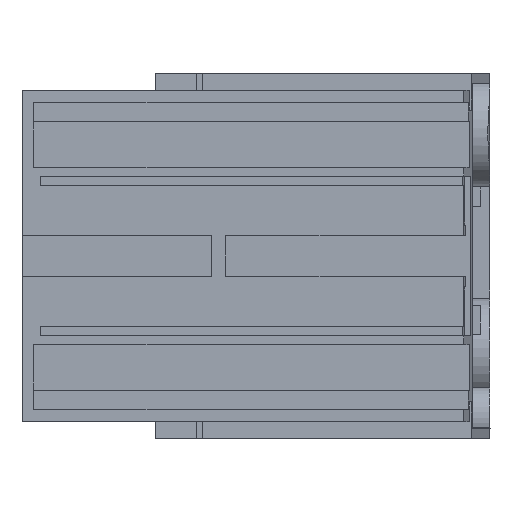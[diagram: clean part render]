
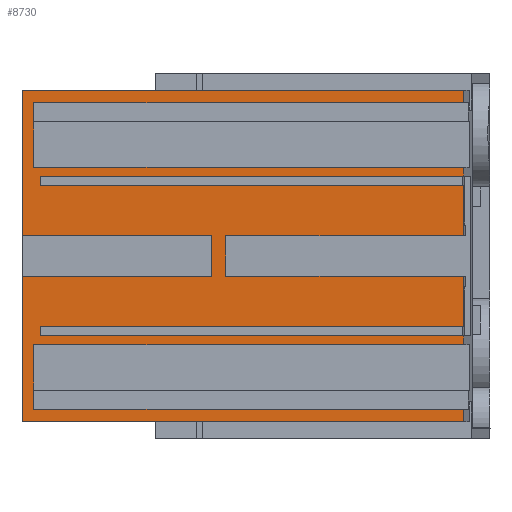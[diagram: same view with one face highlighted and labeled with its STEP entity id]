
A CAD part, left-side view. The second image highlights one B-rep face of the part: STEP entity #8730.
In plain terms, the highlighted planar face has unit normal (-1, 0, 0).
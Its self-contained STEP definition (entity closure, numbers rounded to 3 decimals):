
#2=DIRECTION('',(0.,0.,1.));
#3=VECTOR('',#2,1.55);
#4=CARTESIAN_POINT('',(0.5,3.25,41.2));
#5=LINE('',#4,#3);
#6=DIRECTION('',(0.,1.,0.));
#7=VECTOR('',#6,52.75);
#8=CARTESIAN_POINT('',(0.5,3.25,41.2));
#9=LINE('',#8,#7);
#10=DIRECTION('',(0.,0.,1.));
#11=VECTOR('',#10,7.9);
#12=CARTESIAN_POINT('',(0.5,56.,33.3));
#13=LINE('',#12,#11);
#14=DIRECTION('',(0.,1.,0.));
#15=VECTOR('',#14,52.75);
#16=CARTESIAN_POINT('',(0.5,3.25,33.3));
#17=LINE('',#16,#15);
#18=DIRECTION('',(0.,0.,1.));
#19=VECTOR('',#18,1.1);
#20=CARTESIAN_POINT('',(0.5,3.25,32.2));
#21=LINE('',#20,#19);
#22=DIRECTION('',(0.,1.,0.));
#23=VECTOR('',#22,51.95);
#24=CARTESIAN_POINT('',(0.5,3.25,32.2));
#25=LINE('',#24,#23);
#26=DIRECTION('',(0.,0.,-1.));
#27=VECTOR('',#26,1.15);
#28=CARTESIAN_POINT('',(0.5,55.2,32.2));
#29=LINE('',#28,#27);
#30=DIRECTION('',(0.,-1.,0.));
#31=VECTOR('',#30,51.95);
#32=CARTESIAN_POINT('',(0.5,55.2,31.05));
#33=LINE('',#32,#31);
#34=DIRECTION('',(0.,0.,1.));
#35=VECTOR('',#34,6.15);
#36=CARTESIAN_POINT('',(0.5,3.25,24.9));
#37=LINE('',#36,#35);
#38=DIRECTION('',(0.,1.,0.));
#39=VECTOR('',#38,29.2);
#40=CARTESIAN_POINT('',(0.5,3.25,24.9));
#41=LINE('',#40,#39);
#42=DIRECTION('',(0.,0.,1.));
#43=VECTOR('',#42,5.);
#44=CARTESIAN_POINT('',(0.5,32.45,19.9));
#45=LINE('',#44,#43);
#46=DIRECTION('',(0.,1.,0.));
#47=VECTOR('',#46,29.2);
#48=CARTESIAN_POINT('',(0.5,3.25,19.9));
#49=LINE('',#48,#47);
#50=DIRECTION('',(0.,0.,1.));
#51=VECTOR('',#50,6.15);
#52=CARTESIAN_POINT('',(0.5,3.25,13.75));
#53=LINE('',#52,#51);
#54=DIRECTION('',(0.,1.,0.));
#55=VECTOR('',#54,51.95);
#56=CARTESIAN_POINT('',(0.5,3.25,13.75));
#57=LINE('',#56,#55);
#58=DIRECTION('',(0.,0.,-1.));
#59=VECTOR('',#58,1.15);
#60=CARTESIAN_POINT('',(0.5,55.2,13.75));
#61=LINE('',#60,#59);
#62=DIRECTION('',(0.,-1.,0.));
#63=VECTOR('',#62,51.95);
#64=CARTESIAN_POINT('',(0.5,55.2,12.6));
#65=LINE('',#64,#63);
#66=DIRECTION('',(0.,0.,1.));
#67=VECTOR('',#66,1.1);
#68=CARTESIAN_POINT('',(0.5,3.25,11.5));
#69=LINE('',#68,#67);
#70=DIRECTION('',(0.,1.,0.));
#71=VECTOR('',#70,52.75);
#72=CARTESIAN_POINT('',(0.5,3.25,11.5));
#73=LINE('',#72,#71);
#74=DIRECTION('',(0.,0.,1.));
#75=VECTOR('',#74,7.9);
#76=CARTESIAN_POINT('',(0.5,56.,3.6));
#77=LINE('',#76,#75);
#78=DIRECTION('',(0.,1.,0.));
#79=VECTOR('',#78,52.75);
#80=CARTESIAN_POINT('',(0.5,3.25,3.6));
#81=LINE('',#80,#79);
#82=DIRECTION('',(0.,0.,1.));
#83=VECTOR('',#82,1.55);
#84=CARTESIAN_POINT('',(0.5,3.25,2.05));
#85=LINE('',#84,#83);
#86=DIRECTION('',(0.,0.,1.));
#87=VECTOR('',#86,17.85);
#88=CARTESIAN_POINT('',(0.5,57.45,2.05));
#89=LINE('',#88,#87);
#90=DIRECTION('',(0.,-1.,0.));
#91=VECTOR('',#90,23.29);
#92=CARTESIAN_POINT('',(0.5,57.45,19.9));
#93=LINE('',#92,#91);
#94=DIRECTION('',(0.,0.,1.));
#95=VECTOR('',#94,5.05);
#96=CARTESIAN_POINT('',(0.5,34.16,19.9));
#97=LINE('',#96,#95);
#98=DIRECTION('',(0.,-1.,0.));
#99=VECTOR('',#98,23.29);
#100=CARTESIAN_POINT('',(0.5,57.45,24.95));
#101=LINE('',#100,#99);
#102=DIRECTION('',(0.,0.,1.));
#103=VECTOR('',#102,17.8);
#104=CARTESIAN_POINT('',(0.5,57.45,24.95));
#105=LINE('',#104,#103);
#106=DIRECTION('',(0.,1.,0.));
#107=VECTOR('',#106,54.2);
#108=CARTESIAN_POINT('',(0.5,3.25,42.75));
#109=LINE('',#108,#107);
#5945=DIRECTION('',(0.,-1.,0.));
#5946=VECTOR('',#5945,54.2);
#5947=CARTESIAN_POINT('',(0.5,57.45,2.05));
#5948=LINE('',#5947,#5946);
#6589=CARTESIAN_POINT('',(0.5,55.2,32.2));
#6590=CARTESIAN_POINT('',(0.5,55.2,31.05));
#6591=VERTEX_POINT('',#6589);
#6592=VERTEX_POINT('',#6590);
#6593=CARTESIAN_POINT('',(0.5,55.2,13.75));
#6594=CARTESIAN_POINT('',(0.5,55.2,12.6));
#6595=VERTEX_POINT('',#6593);
#6596=VERTEX_POINT('',#6594);
#6605=CARTESIAN_POINT('',(0.5,3.25,32.2));
#6606=VERTEX_POINT('',#6605);
#6607=CARTESIAN_POINT('',(0.5,3.25,31.05));
#6608=VERTEX_POINT('',#6607);
#6609=CARTESIAN_POINT('',(0.5,3.25,13.75));
#6610=VERTEX_POINT('',#6609);
#6611=CARTESIAN_POINT('',(0.5,3.25,12.6));
#6612=VERTEX_POINT('',#6611);
#6713=CARTESIAN_POINT('',(0.5,56.,3.6));
#6714=CARTESIAN_POINT('',(0.5,56.,11.5));
#6715=VERTEX_POINT('',#6713);
#6716=VERTEX_POINT('',#6714);
#6717=CARTESIAN_POINT('',(0.5,56.,33.3));
#6718=CARTESIAN_POINT('',(0.5,56.,41.2));
#6719=VERTEX_POINT('',#6717);
#6720=VERTEX_POINT('',#6718);
#6721=CARTESIAN_POINT('',(0.5,3.25,41.2));
#6722=VERTEX_POINT('',#6721);
#6723=CARTESIAN_POINT('',(0.5,3.25,33.3));
#6724=VERTEX_POINT('',#6723);
#6725=CARTESIAN_POINT('',(0.5,3.25,3.6));
#6726=VERTEX_POINT('',#6725);
#6727=CARTESIAN_POINT('',(0.5,3.25,11.5));
#6728=VERTEX_POINT('',#6727);
#6751=CARTESIAN_POINT('',(0.5,3.25,42.75));
#6752=VERTEX_POINT('',#6751);
#6759=CARTESIAN_POINT('',(0.5,3.25,2.05));
#6760=VERTEX_POINT('',#6759);
#6804=CARTESIAN_POINT('',(0.5,57.45,24.95));
#6805=VERTEX_POINT('',#6804);
#6806=CARTESIAN_POINT('',(0.5,57.45,19.9));
#6807=VERTEX_POINT('',#6806);
#6808=CARTESIAN_POINT('',(0.5,34.16,19.9));
#6809=CARTESIAN_POINT('',(0.5,34.16,24.95));
#6810=VERTEX_POINT('',#6808);
#6811=VERTEX_POINT('',#6809);
#6968=CARTESIAN_POINT('',(0.5,32.45,19.9));
#6969=CARTESIAN_POINT('',(0.5,32.45,24.9));
#6970=VERTEX_POINT('',#6968);
#6971=VERTEX_POINT('',#6969);
#6972=CARTESIAN_POINT('',(0.5,3.25,24.9));
#6973=VERTEX_POINT('',#6972);
#6974=CARTESIAN_POINT('',(0.5,3.25,19.9));
#6975=VERTEX_POINT('',#6974);
#7386=CARTESIAN_POINT('',(0.5,57.45,42.75));
#7387=VERTEX_POINT('',#7386);
#7388=CARTESIAN_POINT('',(0.5,57.45,2.05));
#7390=VERTEX_POINT('',#7388);
#8667=CARTESIAN_POINT('',(0.5,57.45,0.));
#8668=DIRECTION('',(-1.,0.,0.));
#8669=DIRECTION('',(0.,-1.,0.));
#8670=AXIS2_PLACEMENT_3D('',#8667,#8668,#8669);
#8671=PLANE('',#8670);
#8673=ORIENTED_EDGE('',*,*,#8672,.F.);
#8675=ORIENTED_EDGE('',*,*,#8674,.F.);
#8677=ORIENTED_EDGE('',*,*,#8676,.T.);
#8679=ORIENTED_EDGE('',*,*,#8678,.F.);
#8681=ORIENTED_EDGE('',*,*,#8680,.F.);
#8683=ORIENTED_EDGE('',*,*,#8682,.F.);
#8685=ORIENTED_EDGE('',*,*,#8684,.T.);
#8687=ORIENTED_EDGE('',*,*,#8686,.T.);
#8689=ORIENTED_EDGE('',*,*,#8688,.T.);
#8691=ORIENTED_EDGE('',*,*,#8690,.F.);
#8693=ORIENTED_EDGE('',*,*,#8692,.T.);
#8695=ORIENTED_EDGE('',*,*,#8694,.F.);
#8697=ORIENTED_EDGE('',*,*,#8696,.F.);
#8699=ORIENTED_EDGE('',*,*,#8698,.F.);
#8701=ORIENTED_EDGE('',*,*,#8700,.T.);
#8703=ORIENTED_EDGE('',*,*,#8702,.T.);
#8705=ORIENTED_EDGE('',*,*,#8704,.T.);
#8707=ORIENTED_EDGE('',*,*,#8706,.F.);
#8709=ORIENTED_EDGE('',*,*,#8708,.T.);
#8711=ORIENTED_EDGE('',*,*,#8710,.F.);
#8713=ORIENTED_EDGE('',*,*,#8712,.F.);
#8715=ORIENTED_EDGE('',*,*,#8714,.F.);
#8717=ORIENTED_EDGE('',*,*,#8716,.F.);
#8719=ORIENTED_EDGE('',*,*,#8718,.T.);
#8721=ORIENTED_EDGE('',*,*,#8720,.T.);
#8723=ORIENTED_EDGE('',*,*,#8722,.T.);
#8725=ORIENTED_EDGE('',*,*,#8724,.F.);
#8727=ORIENTED_EDGE('',*,*,#8726,.T.);
#8728=EDGE_LOOP('',(#8673,#8675,#8677,#8679,#8681,#8683,#8685,#8687,#8689,#8691,
#8693,#8695,#8697,#8699,#8701,#8703,#8705,#8707,#8709,#8711,#8713,#8715,#8717,
#8719,#8721,#8723,#8725,#8727));
#8729=FACE_OUTER_BOUND('',#8728,.F.);
#8672=EDGE_CURVE('',#6752,#7387,#109,.T.);
#8674=EDGE_CURVE('',#6722,#6752,#5,.T.);
#8676=EDGE_CURVE('',#6722,#6720,#9,.T.);
#8678=EDGE_CURVE('',#6719,#6720,#13,.T.);
#8680=EDGE_CURVE('',#6724,#6719,#17,.T.);
#8682=EDGE_CURVE('',#6606,#6724,#21,.T.);
#8684=EDGE_CURVE('',#6606,#6591,#25,.T.);
#8686=EDGE_CURVE('',#6591,#6592,#29,.T.);
#8688=EDGE_CURVE('',#6592,#6608,#33,.T.);
#8690=EDGE_CURVE('',#6973,#6608,#37,.T.);
#8692=EDGE_CURVE('',#6973,#6971,#41,.T.);
#8694=EDGE_CURVE('',#6970,#6971,#45,.T.);
#8696=EDGE_CURVE('',#6975,#6970,#49,.T.);
#8698=EDGE_CURVE('',#6610,#6975,#53,.T.);
#8700=EDGE_CURVE('',#6610,#6595,#57,.T.);
#8702=EDGE_CURVE('',#6595,#6596,#61,.T.);
#8704=EDGE_CURVE('',#6596,#6612,#65,.T.);
#8706=EDGE_CURVE('',#6728,#6612,#69,.T.);
#8708=EDGE_CURVE('',#6728,#6716,#73,.T.);
#8710=EDGE_CURVE('',#6715,#6716,#77,.T.);
#8712=EDGE_CURVE('',#6726,#6715,#81,.T.);
#8714=EDGE_CURVE('',#6760,#6726,#85,.T.);
#8716=EDGE_CURVE('',#7390,#6760,#5948,.T.);
#8718=EDGE_CURVE('',#7390,#6807,#89,.T.);
#8720=EDGE_CURVE('',#6807,#6810,#93,.T.);
#8722=EDGE_CURVE('',#6810,#6811,#97,.T.);
#8724=EDGE_CURVE('',#6805,#6811,#101,.T.);
#8726=EDGE_CURVE('',#6805,#7387,#105,.T.);
#8730=ADVANCED_FACE('',(#8729),#8671,.T.);
